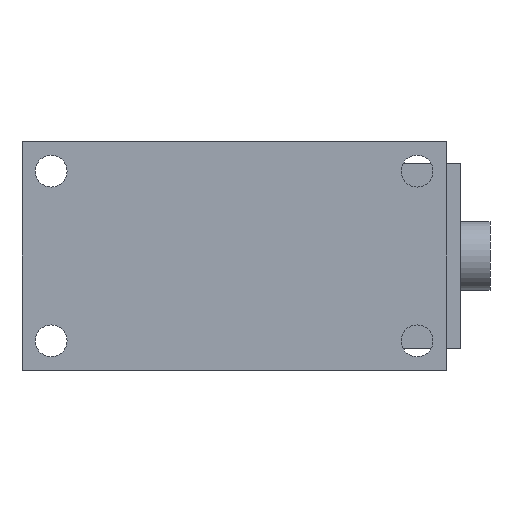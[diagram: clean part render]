
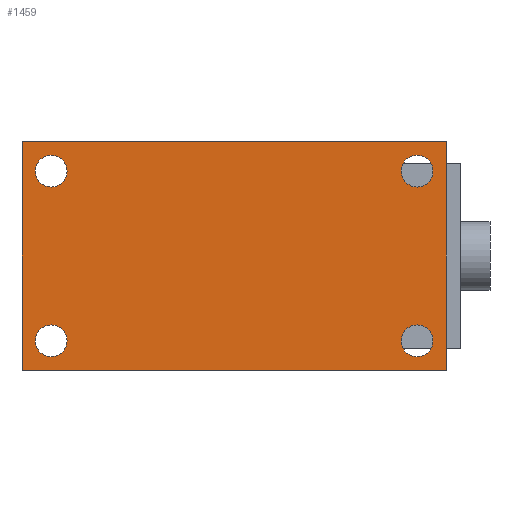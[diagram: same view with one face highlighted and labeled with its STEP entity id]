
A CAD part, front view. The second image highlights one B-rep face of the part: STEP entity #1459.
In plain terms, the highlighted planar face has unit normal (0, -1, 0).
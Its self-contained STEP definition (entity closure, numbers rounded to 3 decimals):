
#114 = CARTESIAN_POINT ( 'NONE',  ( -69., -19., -38. ) ) ;
#121 = CARTESIAN_POINT ( 'NONE',  ( -69., -19., -26. ) ) ;
#144 = DIRECTION ( 'NONE',  ( 0., 0., 1. ) ) ;
#156 = VERTEX_POINT ( 'NONE', #435 ) ;
#158 = ORIENTED_EDGE ( 'NONE', *, *, #737, .T. ) ;
#252 = DIRECTION ( 'NONE',  ( 0., 0., -1. ) ) ;
#282 = FACE_BOUND ( 'NONE', #2605, .T. ) ;
#302 = AXIS2_PLACEMENT_3D ( 'NONE', #1474, #2108, #2082 ) ;
#325 = DIRECTION ( 'NONE',  ( 0., 0., -1. ) ) ;
#349 = ORIENTED_EDGE ( 'NONE', *, *, #828, .F. ) ;
#435 = CARTESIAN_POINT ( 'NONE',  ( 80., -19., 43. ) ) ;
#514 = ORIENTED_EDGE ( 'NONE', *, *, #912, .T. ) ;
#618 = EDGE_CURVE ( 'NONE', #156, #1785, #1729, .T. ) ;
#688 = VECTOR ( 'NONE', #325, 1000. ) ;
#700 = ORIENTED_EDGE ( 'NONE', *, *, #3687, .T. ) ;
#737 = EDGE_CURVE ( 'NONE', #1894, #4193, #2940, .T. ) ;
#754 = AXIS2_PLACEMENT_3D ( 'NONE', #4175, #3846, #1338 ) ;
#828 = EDGE_CURVE ( 'NONE', #4316, #156, #2894, .T. ) ;
#835 = DIRECTION ( 'NONE',  ( 0., 0., 1. ) ) ;
#912 = EDGE_CURVE ( 'NONE', #3877, #4081, #2350, .T. ) ;
#923 = CARTESIAN_POINT ( 'NONE',  ( 69., -19., -32. ) ) ;
#938 = CARTESIAN_POINT ( 'NONE',  ( -69., -19., 38. ) ) ;
#950 = DIRECTION ( 'NONE',  ( 0., 1., 0. ) ) ;
#964 = CARTESIAN_POINT ( 'NONE',  ( -80., -19., 43. ) ) ;
#1265 = CARTESIAN_POINT ( 'NONE',  ( 69., -19., -38. ) ) ;
#1276 = CARTESIAN_POINT ( 'NONE',  ( 69., -19., 26. ) ) ;
#1288 = ORIENTED_EDGE ( 'NONE', *, *, #1543, .T. ) ;
#1338 = DIRECTION ( 'NONE',  ( 0., 0., 1. ) ) ;
#1379 = EDGE_CURVE ( 'NONE', #4336, #1644, #1654, .T. ) ;
#1394 = CARTESIAN_POINT ( 'NONE',  ( -69., -19., 32. ) ) ;
#1408 = FACE_BOUND ( 'NONE', #3932, .T. ) ;
#1459 = ADVANCED_FACE ( 'NONE', ( #1408, #282, #2016, #3449, #3497 ), #2415, .F. ) ;
#1474 = CARTESIAN_POINT ( 'NONE',  ( -69., -19., 32. ) ) ;
#1496 = CARTESIAN_POINT ( 'NONE',  ( -69., -19., -32. ) ) ;
#1525 = AXIS2_PLACEMENT_3D ( 'NONE', #2031, #3221, #2872 ) ;
#1543 = EDGE_CURVE ( 'NONE', #4316, #2092, #4220, .T. ) ;
#1577 = AXIS2_PLACEMENT_3D ( 'NONE', #3710, #4060, #144 ) ;
#1588 = DIRECTION ( 'NONE',  ( 0., 1., 0. ) ) ;
#1609 = EDGE_CURVE ( 'NONE', #4193, #1894, #2255, .T. ) ;
#1644 = VERTEX_POINT ( 'NONE', #1276 ) ;
#1654 = CIRCLE ( 'NONE', #1577, 6. ) ;
#1715 = DIRECTION ( 'NONE',  ( -1., 0., 0. ) ) ;
#1721 = EDGE_CURVE ( 'NONE', #4235, #1936, #1886, .T. ) ;
#1729 = LINE ( 'NONE', #2359, #2412 ) ;
#1747 = CARTESIAN_POINT ( 'NONE',  ( 80., -19., -43. ) ) ;
#1757 = CARTESIAN_POINT ( 'NONE',  ( -80., -19., 43. ) ) ;
#1785 = VERTEX_POINT ( 'NONE', #1747 ) ;
#1845 = VECTOR ( 'NONE', #4321, 1000. ) ;
#1886 = CIRCLE ( 'NONE', #2479, 6. ) ;
#1894 = VERTEX_POINT ( 'NONE', #4105 ) ;
#1936 = VERTEX_POINT ( 'NONE', #4592 ) ;
#2016 = FACE_BOUND ( 'NONE', #3187, .T. ) ;
#2022 = EDGE_CURVE ( 'NONE', #2092, #1785, #4546, .T. ) ;
#2025 = ORIENTED_EDGE ( 'NONE', *, *, #1379, .T. ) ;
#2031 = CARTESIAN_POINT ( 'NONE',  ( 69., -19., -32. ) ) ;
#2082 = DIRECTION ( 'NONE',  ( 0., 0., -1. ) ) ;
#2092 = VERTEX_POINT ( 'NONE', #3957 ) ;
#2097 = CIRCLE ( 'NONE', #754, 6. ) ;
#2106 = CARTESIAN_POINT ( 'NONE',  ( -80., -19., -43. ) ) ;
#2108 = DIRECTION ( 'NONE',  ( 0., 1., 0. ) ) ;
#2129 = ORIENTED_EDGE ( 'NONE', *, *, #618, .F. ) ;
#2157 = DIRECTION ( 'NONE',  ( 0., 0., -1. ) ) ;
#2169 = AXIS2_PLACEMENT_3D ( 'NONE', #964, #3822, #1715 ) ;
#2170 = ORIENTED_EDGE ( 'NONE', *, *, #3811, .T. ) ;
#2177 = ORIENTED_EDGE ( 'NONE', *, *, #2022, .T. ) ;
#2191 = CARTESIAN_POINT ( 'NONE',  ( 69., -19., 38. ) ) ;
#2212 = CARTESIAN_POINT ( 'NONE',  ( -80., -19., 43. ) ) ;
#2255 = CIRCLE ( 'NONE', #2329, 6. ) ;
#2326 = CIRCLE ( 'NONE', #302, 6. ) ;
#2329 = AXIS2_PLACEMENT_3D ( 'NONE', #923, #950, #3809 ) ;
#2350 = CIRCLE ( 'NONE', #2952, 6. ) ;
#2359 = CARTESIAN_POINT ( 'NONE',  ( 80., -19., 43. ) ) ;
#2412 = VECTOR ( 'NONE', #252, 1000. ) ;
#2415 = PLANE ( 'NONE',  #2169 ) ;
#2479 = AXIS2_PLACEMENT_3D ( 'NONE', #1394, #4271, #2157 ) ;
#2543 = VECTOR ( 'NONE', #2809, 1000. ) ;
#2571 = ORIENTED_EDGE ( 'NONE', *, *, #3492, .T. ) ;
#2605 = EDGE_LOOP ( 'NONE', ( #2025, #2571 ) ) ;
#2809 = DIRECTION ( 'NONE',  ( 1., 0., 0. ) ) ;
#2872 = DIRECTION ( 'NONE',  ( 0., 0., -1. ) ) ;
#2894 = LINE ( 'NONE', #1757, #1845 ) ;
#2940 = CIRCLE ( 'NONE', #1525, 6. ) ;
#2952 = AXIS2_PLACEMENT_3D ( 'NONE', #3389, #1588, #835 ) ;
#3020 = DIRECTION ( 'NONE',  ( 0., 0., 1. ) ) ;
#3187 = EDGE_LOOP ( 'NONE', ( #3864, #700 ) ) ;
#3221 = DIRECTION ( 'NONE',  ( 0., 1., 0. ) ) ;
#3389 = CARTESIAN_POINT ( 'NONE',  ( -69., -19., -32. ) ) ;
#3449 = FACE_BOUND ( 'NONE', #3593, .T. ) ;
#3492 = EDGE_CURVE ( 'NONE', #1644, #4336, #2097, .T. ) ;
#3497 = FACE_OUTER_BOUND ( 'NONE', #4633, .T. ) ;
#3593 = EDGE_LOOP ( 'NONE', ( #2170, #514 ) ) ;
#3687 = EDGE_CURVE ( 'NONE', #1936, #4235, #2326, .T. ) ;
#3710 = CARTESIAN_POINT ( 'NONE',  ( 69., -19., 32. ) ) ;
#3809 = DIRECTION ( 'NONE',  ( 0., 0., -1. ) ) ;
#3811 = EDGE_CURVE ( 'NONE', #4081, #3877, #3896, .T. ) ;
#3822 = DIRECTION ( 'NONE',  ( 0., 1., 0. ) ) ;
#3846 = DIRECTION ( 'NONE',  ( 0., 1., 0. ) ) ;
#3864 = ORIENTED_EDGE ( 'NONE', *, *, #1721, .T. ) ;
#3877 = VERTEX_POINT ( 'NONE', #114 ) ;
#3896 = CIRCLE ( 'NONE', #4270, 6. ) ;
#3932 = EDGE_LOOP ( 'NONE', ( #158, #4016 ) ) ;
#3957 = CARTESIAN_POINT ( 'NONE',  ( -80., -19., -43. ) ) ;
#4016 = ORIENTED_EDGE ( 'NONE', *, *, #1609, .T. ) ;
#4060 = DIRECTION ( 'NONE',  ( 0., 1., 0. ) ) ;
#4081 = VERTEX_POINT ( 'NONE', #121 ) ;
#4105 = CARTESIAN_POINT ( 'NONE',  ( 69., -19., -26. ) ) ;
#4175 = CARTESIAN_POINT ( 'NONE',  ( 69., -19., 32. ) ) ;
#4193 = VERTEX_POINT ( 'NONE', #1265 ) ;
#4220 = LINE ( 'NONE', #4548, #688 ) ;
#4235 = VERTEX_POINT ( 'NONE', #938 ) ;
#4270 = AXIS2_PLACEMENT_3D ( 'NONE', #1496, #4423, #3020 ) ;
#4271 = DIRECTION ( 'NONE',  ( 0., 1., 0. ) ) ;
#4316 = VERTEX_POINT ( 'NONE', #2212 ) ;
#4321 = DIRECTION ( 'NONE',  ( 1., 0., 0. ) ) ;
#4336 = VERTEX_POINT ( 'NONE', #2191 ) ;
#4423 = DIRECTION ( 'NONE',  ( 0., 1., 0. ) ) ;
#4546 = LINE ( 'NONE', #2106, #2543 ) ;
#4548 = CARTESIAN_POINT ( 'NONE',  ( -80., -19., 43. ) ) ;
#4592 = CARTESIAN_POINT ( 'NONE',  ( -69., -19., 26. ) ) ;
#4633 = EDGE_LOOP ( 'NONE', ( #2177, #2129, #349, #1288 ) ) ;
